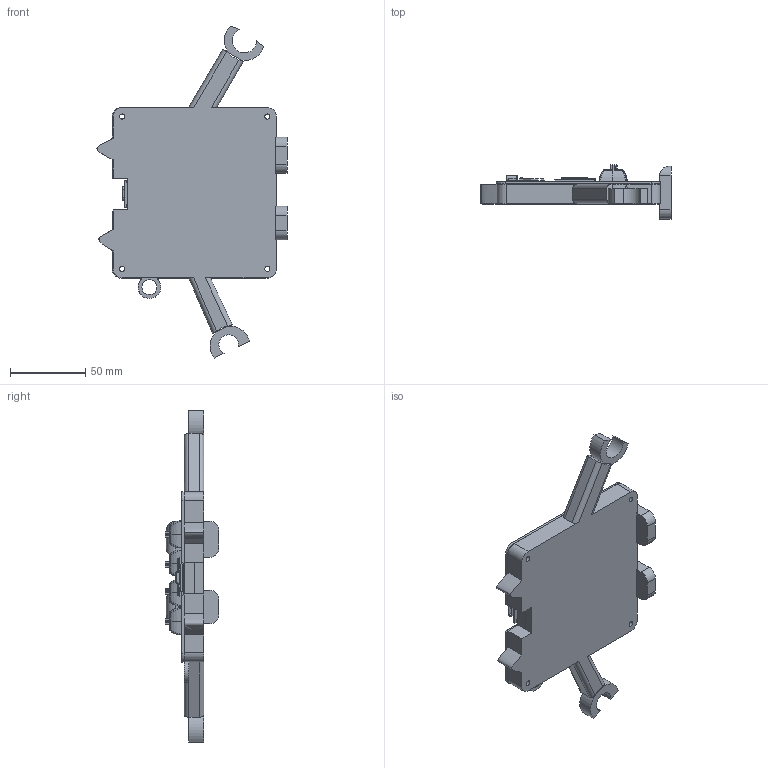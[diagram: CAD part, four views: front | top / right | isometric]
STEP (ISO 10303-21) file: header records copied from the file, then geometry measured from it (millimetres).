
FILE_DESCRIPTION(/* description */ (''),/* implementation_level */ '2;1');
FILE_NAME(/* name */ 'deskmatecomponents.step',/* time_stamp */ '2025-07-25T11:30:49+08:00',/* author */ (''),/* organization */ (''),/* preprocessor_version */ 'ST-DEVELOPER v20.1',/* originating_system */ 'Autodesk Translation Framework v14.10.0.0',/* authorisation */ '');
FILE_SCHEMA (('AUTOMOTIVE_DESIGN { 1 0 10303 214 3 1 1 }'));
Products named in the file (23): 2025-07-11-00-35-38-407; 2025-07-20-11-42-01-412; 2025-07-14-03-06-35-373; 2025-07-14-03-06-35-374; 2025-07-14-03-06-35-375; 2025-07-14-03-06-35-376; 2025-07-14-03-06-35-377; 2025-07-14-03-06-35-378; 2025-07-14-03-06-35-379; 2025-07-14-03-06-35-380; 2025-07-14-03-06-35-381; 2025-07-14-03-06-35-382; 2025-07-14-03-06-35-383; 2025-07-20-03-45-51-328; 2025-07-20-03-45-51-329; 2025-07-05-19-40-22-952; 2025-07-05-19-40-22-953; 2025-07-05-19-40-22-954; 2025-07-05-19-40-22-955; 2025-07-05-19-40-22-956; 2025-07-05-19-40-22-957; 2025-07-05-19-40-09-366; 2025-07-25-03-14-51-226
Assembly tree (28 placements, depth 3):
  2025-07-11-00-35-38-407
    2025-07-20-11-42-01-412
    2025-07-14-03-06-35-373
      2025-07-14-03-06-35-374
      2025-07-14-03-06-35-375
      2025-07-14-03-06-35-376
      2025-07-14-03-06-35-377
      2025-07-14-03-06-35-378
      2025-07-14-03-06-35-379
      2025-07-14-03-06-35-380
      2025-07-14-03-06-35-381
      2025-07-14-03-06-35-382
      2025-07-14-03-06-35-383
    2025-07-20-03-45-51-328
      2025-07-20-03-45-51-329
    2025-07-05-19-40-22-952  x4
      2025-07-05-19-40-22-953
      2025-07-05-19-40-22-954
      2025-07-05-19-40-22-955
      2025-07-05-19-40-22-956
      2025-07-05-19-40-22-957
    2025-07-05-19-40-09-366  x4
    2025-07-25-03-14-51-226
Bounding box: 126.28 x 35.84 x 220.6 mm (x, y, z)
Volume: 166783.8 mm3; surface area: 103469 mm2
Topology: 67 solids, 67 shells, 7095 faces, 17314 edges, 9980 vertices
Faces by surface type: cylinder 2850, plane 2351, torus 760, bspline 666, sphere 448, cone 20
Full cylindrical faces by diameter (mm): 0.8 x16, 0.813 x18, 0.889 x14, 1 x4, 1.27 x2, 1.5 x8, 1.6 x16, 1.7 x8, 2 x7, 2.5 x8, 2.6 x4, 3 x4, 3.4 x4, 3.5 x4, 3.8 x4, 4 x4, 4.8 x4, 6 x4, 10 x1, 15 x1
Entity records: 75231 total; most frequent: CARTESIAN_POINT 20495, DIRECTION 11333, ORIENTED_EDGE 11124, EDGE_CURVE 5562, AXIS2_PLACEMENT_3D 4029, VERTEX_POINT 3383, LINE 3275, VECTOR 3275
